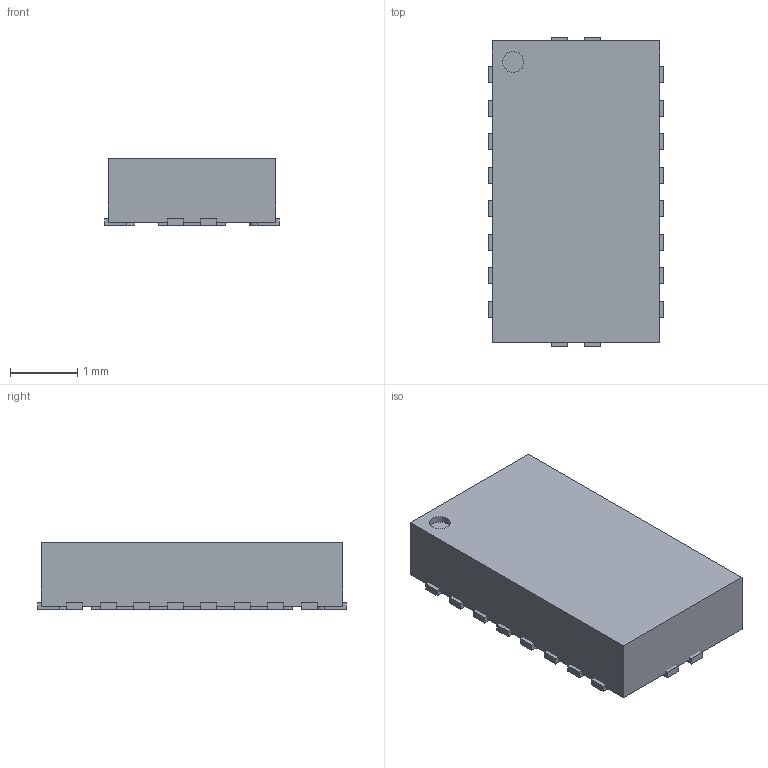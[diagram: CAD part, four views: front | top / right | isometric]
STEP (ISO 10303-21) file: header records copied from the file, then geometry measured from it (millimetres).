
FILE_DESCRIPTION(('FreeCAD Model'),'2;1');
FILE_NAME('DHVQFN20 (SOT764-1).step', '2019-12-12T09:51:04',('Author'),(''), 'Open CASCADE STEP processor 6.8','FreeCAD','Unknown');
FILE_SCHEMA(('AUTOMOTIVE_DESIGN_CC2 { 1 2 10303 214 -1 1 5 4 }'));
Length unit declared in the file: millimetre
Products named in the file (3): ASSEMBLY; SAMACSYS_BLACK; SAMACSYS_SILVER
Assembly tree (2 placements, depth 2):
  ASSEMBLY
    SAMACSYS_BLACK
    SAMACSYS_SILVER
Bounding box: 2.6 x 4.6 x 1 mm (x, y, z)
Volume: 11.2 mm3; surface area: 49.3 mm2
Topology: 22 solids, 22 shells, 134 faces, 267 edges, 178 vertices
Faces by surface type: plane 113, cylinder 21
Full cylindrical faces by diameter (mm): 0.312 x1
Entity records: 3639 total; most frequent: DIRECTION 583, CARTESIAN_POINT 582, ORIENTED_EDGE 534, EDGE_CURVE 267, LINE 225, VECTOR 225, AXIS2_PLACEMENT_3D 179, VERTEX_POINT 178
